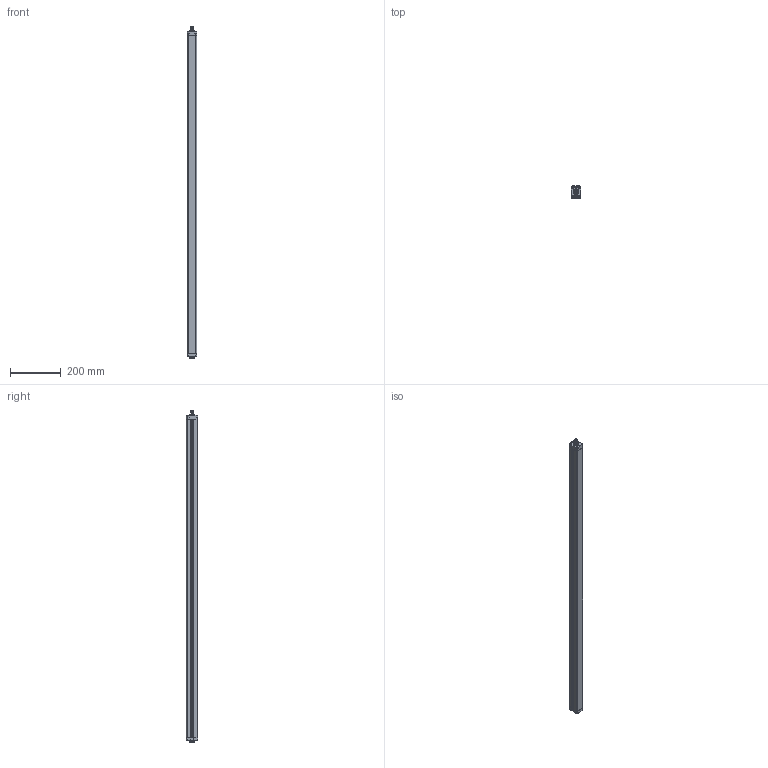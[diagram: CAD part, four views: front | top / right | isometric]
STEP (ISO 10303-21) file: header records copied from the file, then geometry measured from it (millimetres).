
FILE_DESCRIPTION((''),'2;1');
FILE_NAME('145436_SW','2011-02-28T',('banengservice'),('BANNER ENGINEERING'),'PRO/ENGINEER BY PARAMETRIC TECHNOLOGY CORPORATION, 2009141','PRO/ENGINEER BY PARAMETRIC TECHNOLOGY CORPORATION, 2009141','');
FILE_SCHEMA(('CONFIG_CONTROL_DESIGN'));
Length unit declared in the file: inch
Products named in the file (1): 145436_SW
Bounding box: 36 x 45.76 x 1302.71 mm (x, y, z)
Volume: 804843.2 mm3; surface area: 478173 mm2
Topology: 2 solids, 2 shells, 861 faces, 2244 edges, 1397 vertices
Faces by surface type: plane 396, cylinder 371, sphere 42, torus 32, cone 12, bspline 8
Entity records: 27571 total; most frequent: CARTESIAN_POINT 6085, DIRECTION 4564, ORIENTED_EDGE 4440, EDGE_CURVE 2220, AXIS2_PLACEMENT_3D 1589, VERTEX_POINT 1397, VECTOR 1386, LINE 1386
